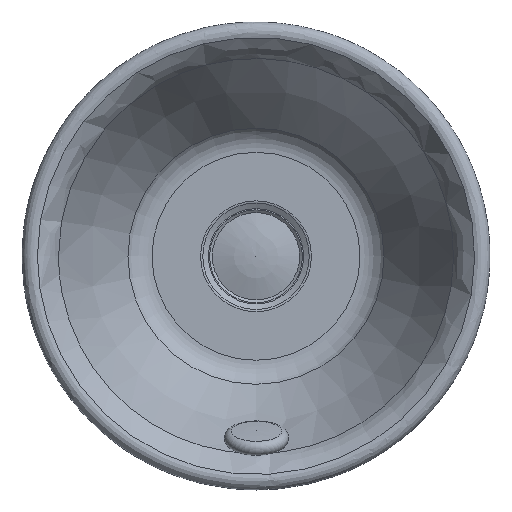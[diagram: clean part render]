
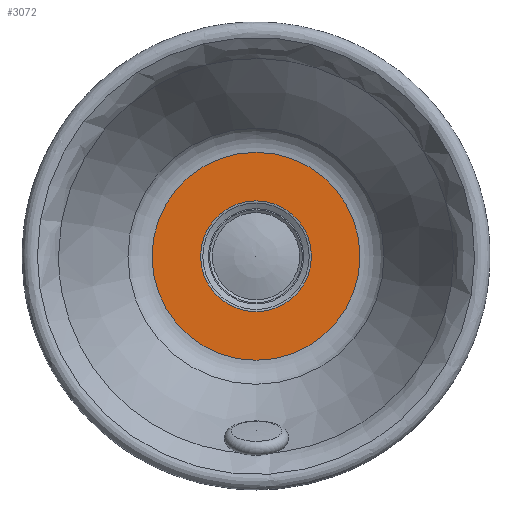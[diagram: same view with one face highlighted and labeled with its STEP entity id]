
A CAD part, top view. The second image highlights one B-rep face of the part: STEP entity #3072.
In plain terms, the highlighted face is planar.
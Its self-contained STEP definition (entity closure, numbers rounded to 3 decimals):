
#3038=CARTESIAN_POINT('',(38.062,-104.804,0.));
#3039=VERTEX_POINT('',#3038);
#3040=CARTESIAN_POINT('',(0.0,-104.804,0.0));
#3041=DIRECTION('',(0.0,1.0,0.0));
#3042=DIRECTION('',(-1.0,0.0,0.0));
#3043=AXIS2_PLACEMENT_3D('',#3040,#3041,#3042);
#3044=CIRCLE('',#3043,38.062);
#3045=EDGE_CURVE('',#3039,#3039,#3044,.T.);
#3053=CARTESIAN_POINT('',(0.0,-104.804,-35.711));
#3054=DIRECTION('',(0.0,-1.0,0.0));
#3055=DIRECTION('',(0.0,0.0,-1.0));
#3056=AXIS2_PLACEMENT_3D('',#3053,#3054,#3055);
#3057=PLANE('',#3056);
#3058=CARTESIAN_POINT('',(0.0,-104.804,-71.422));
#3059=VERTEX_POINT('',#3058);
#3060=CARTESIAN_POINT('',(0.0,-104.804,0.0));
#3061=DIRECTION('',(0.0,-1.0,0.0));
#3062=DIRECTION('',(0.0,0.0,-1.0));
#3063=AXIS2_PLACEMENT_3D('',#3060,#3061,#3062);
#3064=CIRCLE('',#3063,71.422);
#3065=EDGE_CURVE('',#3059,#3059,#3064,.T.);
#3066=ORIENTED_EDGE('',*,*,#3065,.F.);
#3067=EDGE_LOOP('',(#3066));
#3068=FACE_OUTER_BOUND('',#3067,.T.);
#3069=ORIENTED_EDGE('',*,*,#3045,.F.);
#3070=EDGE_LOOP('',(#3069));
#3071=FACE_BOUND('',#3070,.T.);
#3072=ADVANCED_FACE('',(#3068,#3071),#3057,.F.);
